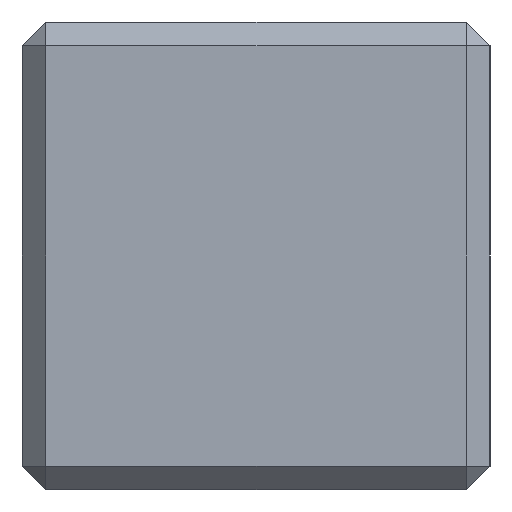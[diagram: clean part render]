
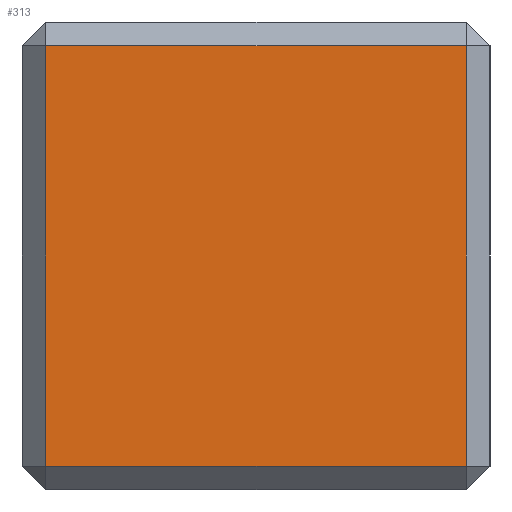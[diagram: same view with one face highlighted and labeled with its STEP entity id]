
A CAD part, left-side view. The second image highlights one B-rep face of the part: STEP entity #313.
In plain terms, the highlighted planar face has unit normal (-1, 0, 0).
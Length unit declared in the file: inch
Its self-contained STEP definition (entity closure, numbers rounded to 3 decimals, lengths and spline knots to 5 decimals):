
#31 = CARTESIAN_POINT ( 'NONE',  ( -3.018, 6.00812, 3.88501 ) ) ;
#65 = LINE ( 'NONE', #1959, #1066 ) ;
#157 = EDGE_CURVE ( 'NONE', #362, #928, #65, .T. ) ;
#313 = ADVANCED_FACE ( 'NONE', ( #1564 ), #1223, .T. ) ;
#349 = VERTEX_POINT ( 'NONE', #1179 ) ;
#362 = VERTEX_POINT ( 'NONE', #936 ) ;
#442 = ORIENTED_EDGE ( 'NONE', *, *, #2082, .T. ) ;
#460 = CARTESIAN_POINT ( 'NONE',  ( -3.018, 7.75813, 3.88501 ) ) ;
#643 = LINE ( 'NONE', #1845, #1282 ) ;
#825 = VECTOR ( 'NONE', #875, 39.37008 ) ;
#831 = VECTOR ( 'NONE', #1926, 39.37008 ) ;
#875 = DIRECTION ( 'NONE',  ( 0., 0., -1. ) ) ;
#928 = VERTEX_POINT ( 'NONE', #2224 ) ;
#936 = CARTESIAN_POINT ( 'NONE',  ( -3.018, 6.10187, -2.53568 ) ) ;
#981 = LINE ( 'NONE', #1478, #831 ) ;
#1007 = EDGE_CURVE ( 'NONE', #928, #2240, #2593, .T. ) ;
#1008 = ORIENTED_EDGE ( 'NONE', *, *, #157, .T. ) ;
#1066 = VECTOR ( 'NONE', #1975, 39.37008 ) ;
#1179 = CARTESIAN_POINT ( 'NONE',  ( -3.018, 6.10187, -4.19193 ) ) ;
#1223 = PLANE ( 'NONE',  #1266 ) ;
#1266 = AXIS2_PLACEMENT_3D ( 'NONE', #31, #2382, #1925 ) ;
#1282 = VECTOR ( 'NONE', #2330, 39.37008 ) ;
#1478 = CARTESIAN_POINT ( 'NONE',  ( -3.018, 6.00812, -4.19193 ) ) ;
#1537 = EDGE_CURVE ( 'NONE', #2240, #349, #981, .T. ) ;
#1564 = FACE_OUTER_BOUND ( 'NONE', #2731, .T. ) ;
#1574 = ORIENTED_EDGE ( 'NONE', *, *, #1537, .T. ) ;
#1845 = CARTESIAN_POINT ( 'NONE',  ( -3.018, 6.10187, 3.88501 ) ) ;
#1925 = DIRECTION ( 'NONE',  ( 0., 0., 1. ) ) ;
#1926 = DIRECTION ( 'NONE',  ( 0., -1., 0. ) ) ;
#1959 = CARTESIAN_POINT ( 'NONE',  ( -3.018, 7.85188, -2.53568 ) ) ;
#1975 = DIRECTION ( 'NONE',  ( 0., 1., 0. ) ) ;
#2082 = EDGE_CURVE ( 'NONE', #349, #362, #643, .T. ) ;
#2224 = CARTESIAN_POINT ( 'NONE',  ( -3.018, 7.75813, -2.53568 ) ) ;
#2240 = VERTEX_POINT ( 'NONE', #3040 ) ;
#2330 = DIRECTION ( 'NONE',  ( 0., 0., 1. ) ) ;
#2382 = DIRECTION ( 'NONE',  ( -1., 0., 0. ) ) ;
#2593 = LINE ( 'NONE', #460, #825 ) ;
#2731 = EDGE_LOOP ( 'NONE', ( #442, #1008, #2922, #1574 ) ) ;
#2922 = ORIENTED_EDGE ( 'NONE', *, *, #1007, .T. ) ;
#3040 = CARTESIAN_POINT ( 'NONE',  ( -3.018, 7.75813, -4.19193 ) ) ;
